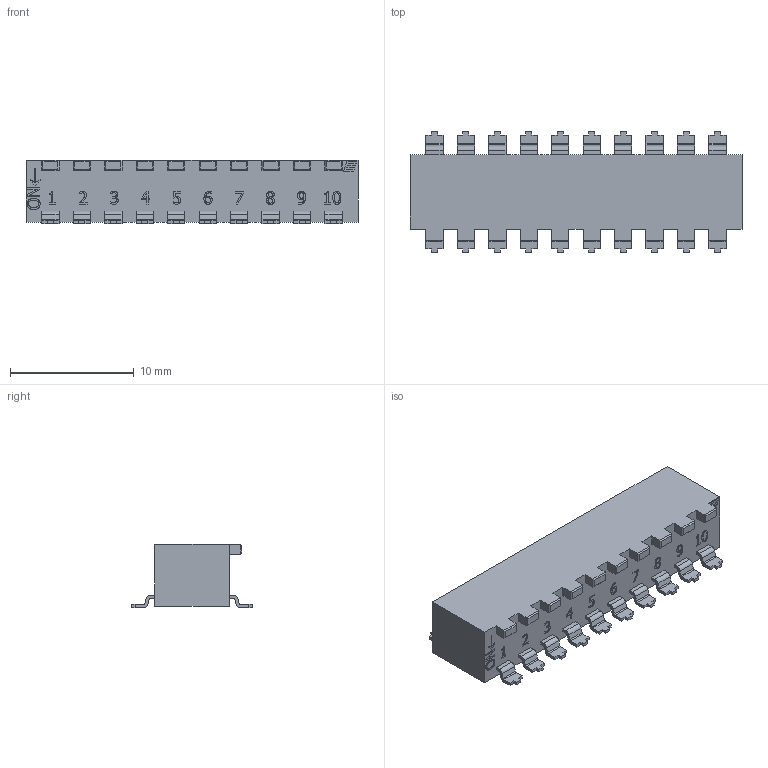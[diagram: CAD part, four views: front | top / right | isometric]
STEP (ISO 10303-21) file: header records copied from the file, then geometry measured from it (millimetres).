
FILE_DESCRIPTION((' '),'2;1');
FILE_NAME('KAC10LGGx.stp','2017-08-02T09:58:35',(' '),(' '),' ','ACIS',' ');
FILE_SCHEMA(('CONFIG_CONTROL_DESIGN'));
Length unit declared in the file: inch
Products named in the file (1): KAC10LGGx.stp
Bounding box: 26.8 x 9.8 x 5.1 mm (x, y, z)
Volume: 830.3 mm3; surface area: 837.8 mm2
Topology: 1 solids, 1 shells, 676 faces, 1856 edges, 1224 vertices
Faces by surface type: plane 464, bspline 132, cylinder 80
Entity records: 22290 total; most frequent: CARTESIAN_POINT 5762, ORIENTED_EDGE 3712, DIRECTION 2842, EDGE_CURVE 1856, VECTOR 1432, LINE 1432, VERTEX_POINT 1224, EDGE_LOOP 718
